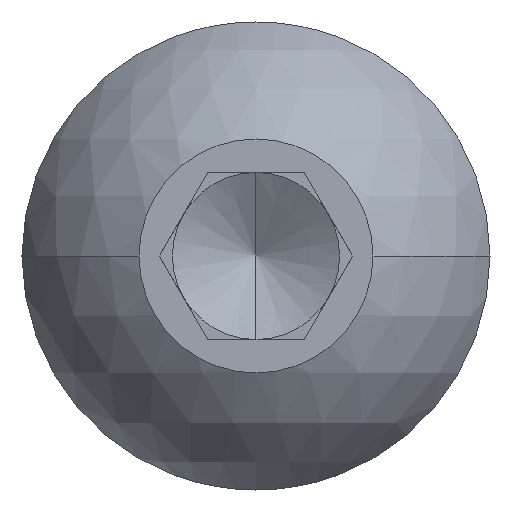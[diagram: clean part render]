
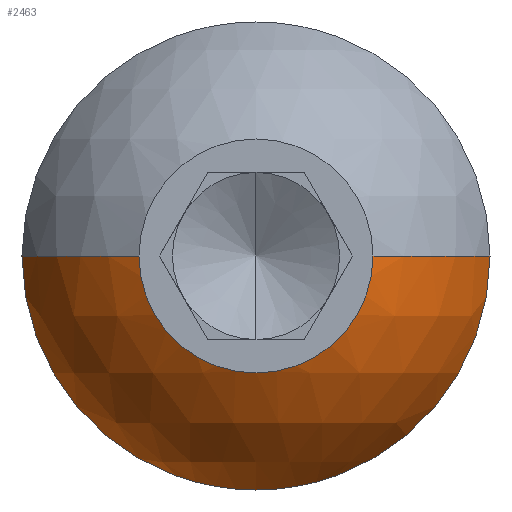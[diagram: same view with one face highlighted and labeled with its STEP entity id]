
A CAD part, left-side view. The second image highlights one B-rep face of the part: STEP entity #2463.
In plain terms, the highlighted spherical face has radius 7.454 mm.
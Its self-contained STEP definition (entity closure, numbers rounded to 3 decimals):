
#217 = AXIS2_PLACEMENT_3D ( 'NONE', #902, #221, #1979 ) ;
#221 = DIRECTION ( 'NONE',  ( -1., 0., 0. ) ) ;
#261 = DIRECTION ( 'NONE',  ( 0., 0., 1. ) ) ;
#317 = CARTESIAN_POINT ( 'NONE',  ( 0., 3.5, 0. ) ) ;
#368 = DIRECTION ( 'NONE',  ( 0., 0., -1. ) ) ;
#382 = CIRCLE ( 'NONE', #2387, 7. ) ;
#602 = VERTEX_POINT ( 'NONE', #982 ) ;
#617 = CIRCLE ( 'NONE', #1351, 3.5 ) ;
#626 = ORIENTED_EDGE ( 'NONE', *, *, #2319, .T. ) ;
#656 = CARTESIAN_POINT ( 'NONE',  ( 6.581, 0., 0. ) ) ;
#761 = ORIENTED_EDGE ( 'NONE', *, *, #1060, .T. ) ;
#840 = CARTESIAN_POINT ( 'NONE',  ( 0., 0., 0. ) ) ;
#853 = CARTESIAN_POINT ( 'NONE',  ( 4.02, 0., 0. ) ) ;
#867 = DIRECTION ( 'NONE',  ( 0., 0., 1. ) ) ;
#872 = CARTESIAN_POINT ( 'NONE',  ( 4.02, 7., 0. ) ) ;
#902 = CARTESIAN_POINT ( 'NONE',  ( 4.02, 0., 0. ) ) ;
#928 = ORIENTED_EDGE ( 'NONE', *, *, #1622, .F. ) ;
#932 = FACE_OUTER_BOUND ( 'NONE', #1713, .T. ) ;
#982 = CARTESIAN_POINT ( 'NONE',  ( 0., -3.5, 0. ) ) ;
#1060 = EDGE_CURVE ( 'NONE', #1614, #2621, #1106, .T. ) ;
#1071 = ORIENTED_EDGE ( 'NONE', *, *, #2434, .F. ) ;
#1106 = CIRCLE ( 'NONE', #217, 7. ) ;
#1176 = CARTESIAN_POINT ( 'NONE',  ( 4.02, -7., 0. ) ) ;
#1180 = ORIENTED_EDGE ( 'NONE', *, *, #2366, .T. ) ;
#1234 = AXIS2_PLACEMENT_3D ( 'NONE', #1566, #261, #2259 ) ;
#1257 = CARTESIAN_POINT ( 'NONE',  ( 6.581, 0., 0. ) ) ;
#1351 = AXIS2_PLACEMENT_3D ( 'NONE', #840, #2617, #2175 ) ;
#1526 = DIRECTION ( 'NONE',  ( -1., 0., 0. ) ) ;
#1566 = CARTESIAN_POINT ( 'NONE',  ( 6.581, 0., 0. ) ) ;
#1614 = VERTEX_POINT ( 'NONE', #2048 ) ;
#1622 = EDGE_CURVE ( 'NONE', #1911, #2281, #2478, .T. ) ;
#1713 = EDGE_LOOP ( 'NONE', ( #1180, #761, #626, #1071, #928 ) ) ;
#1803 = SPHERICAL_SURFACE ( 'NONE', #1807, 7.454 ) ;
#1807 = AXIS2_PLACEMENT_3D ( 'NONE', #656, #2267, #1991 ) ;
#1911 = VERTEX_POINT ( 'NONE', #872 ) ;
#1979 = DIRECTION ( 'NONE',  ( 0., 0., 1. ) ) ;
#1991 = DIRECTION ( 'NONE',  ( 0., 1., 0. ) ) ;
#2048 = CARTESIAN_POINT ( 'NONE',  ( 4.02, 0., -7. ) ) ;
#2175 = DIRECTION ( 'NONE',  ( 0., 0., 1. ) ) ;
#2259 = DIRECTION ( 'NONE',  ( 1., 0., 0. ) ) ;
#2267 = DIRECTION ( 'NONE',  ( 0., 0., -1. ) ) ;
#2281 = VERTEX_POINT ( 'NONE', #317 ) ;
#2319 = EDGE_CURVE ( 'NONE', #2621, #602, #2410, .T. ) ;
#2366 = EDGE_CURVE ( 'NONE', #1911, #1614, #382, .T. ) ;
#2387 = AXIS2_PLACEMENT_3D ( 'NONE', #853, #1526, #867 ) ;
#2410 = CIRCLE ( 'NONE', #2486, 7.454 ) ;
#2434 = EDGE_CURVE ( 'NONE', #2281, #602, #617, .T. ) ;
#2463 = ADVANCED_FACE ( 'NONE', ( #932 ), #1803, .T. ) ;
#2478 = CIRCLE ( 'NONE', #1234, 7.454 ) ;
#2486 = AXIS2_PLACEMENT_3D ( 'NONE', #1257, #368, #2652 ) ;
#2617 = DIRECTION ( 'NONE',  ( -1., 0., 0. ) ) ;
#2621 = VERTEX_POINT ( 'NONE', #1176 ) ;
#2652 = DIRECTION ( 'NONE',  ( 0., 1., 0. ) ) ;
